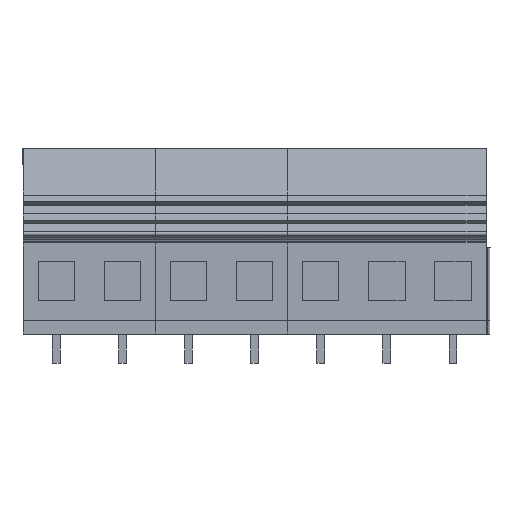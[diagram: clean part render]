
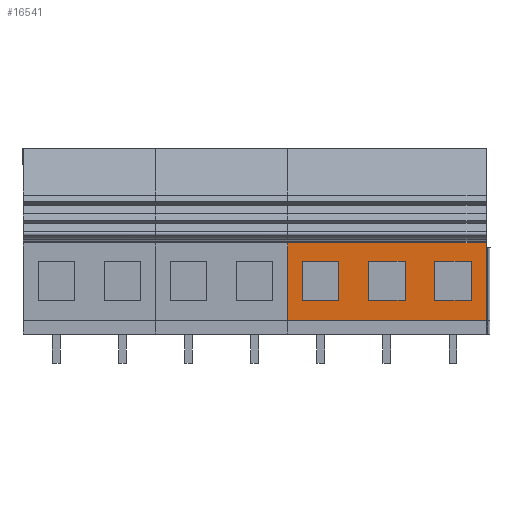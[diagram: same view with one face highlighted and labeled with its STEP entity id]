
A CAD part, front view. The second image highlights one B-rep face of the part: STEP entity #16541.
In plain terms, the highlighted planar face has unit normal (0, -1, 0).
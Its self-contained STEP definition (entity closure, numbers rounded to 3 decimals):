
#16426=AXIS2_PLACEMENT_3D('Plane Axis2P3D',#16423,#16424,#16425) ;
#15052=CARTESIAN_POINT('Vertex',(40.84,0.,6.6)) ;
#15055=CARTESIAN_POINT('Line Origine',(40.84,0.,12.55)) ;
#15059=CARTESIAN_POINT('Vertex',(40.84,0.,18.5)) ;
#15514=CARTESIAN_POINT('Vertex',(71.32,0.,18.5)) ;
#15517=CARTESIAN_POINT('Line Origine',(71.32,0.,12.55)) ;
#15521=CARTESIAN_POINT('Vertex',(71.32,0.,6.6)) ;
#16247=CARTESIAN_POINT('Line Origine',(56.08,0.,6.6)) ;
#16423=CARTESIAN_POINT('Axis2P3D Location',(40.84,0.,6.6)) ;
#16428=CARTESIAN_POINT('Line Origine',(56.08,0.,18.5)) ;
#16439=CARTESIAN_POINT('Line Origine',(48.72,0.,12.7)) ;
#16443=CARTESIAN_POINT('Vertex',(48.72,0.,9.7)) ;
#16445=CARTESIAN_POINT('Vertex',(48.72,0.,15.7)) ;
#16448=CARTESIAN_POINT('Line Origine',(45.92,0.,9.7)) ;
#16452=CARTESIAN_POINT('Vertex',(43.12,0.,9.7)) ;
#16455=CARTESIAN_POINT('Line Origine',(43.12,0.,12.7)) ;
#16459=CARTESIAN_POINT('Vertex',(43.12,0.,15.7)) ;
#16462=CARTESIAN_POINT('Line Origine',(45.92,0.,15.7)) ;
#16473=CARTESIAN_POINT('Line Origine',(56.08,0.,15.7)) ;
#16477=CARTESIAN_POINT('Vertex',(58.88,0.,15.7)) ;
#16479=CARTESIAN_POINT('Vertex',(53.28,0.,15.7)) ;
#16482=CARTESIAN_POINT('Line Origine',(58.88,0.,12.7)) ;
#16486=CARTESIAN_POINT('Vertex',(58.88,0.,9.7)) ;
#16489=CARTESIAN_POINT('Line Origine',(56.08,0.,9.7)) ;
#16493=CARTESIAN_POINT('Vertex',(53.28,0.,9.7)) ;
#16496=CARTESIAN_POINT('Line Origine',(53.28,0.,12.7)) ;
#16507=CARTESIAN_POINT('Line Origine',(66.24,0.,15.7)) ;
#16511=CARTESIAN_POINT('Vertex',(69.04,0.,15.7)) ;
#16513=CARTESIAN_POINT('Vertex',(63.44,0.,15.7)) ;
#16516=CARTESIAN_POINT('Line Origine',(69.04,0.,12.7)) ;
#16520=CARTESIAN_POINT('Vertex',(69.04,0.,9.7)) ;
#16523=CARTESIAN_POINT('Line Origine',(66.24,0.,9.7)) ;
#16527=CARTESIAN_POINT('Vertex',(63.44,0.,9.7)) ;
#16530=CARTESIAN_POINT('Line Origine',(63.44,0.,12.7)) ;
#15056=DIRECTION('Vector Direction',(0.,0.,1.)) ;
#15518=DIRECTION('Vector Direction',(0.,0.,1.)) ;
#16248=DIRECTION('Vector Direction',(1.,0.,0.)) ;
#16424=DIRECTION('Axis2P3D Direction',(0.,1.,0.)) ;
#16425=DIRECTION('Axis2P3D XDirection',(0.,0.,1.)) ;
#16429=DIRECTION('Vector Direction',(1.,0.,0.)) ;
#16440=DIRECTION('Vector Direction',(0.,0.,-1.)) ;
#16449=DIRECTION('Vector Direction',(-1.,0.,0.)) ;
#16456=DIRECTION('Vector Direction',(0.,0.,-1.)) ;
#16463=DIRECTION('Vector Direction',(-1.,0.,0.)) ;
#16474=DIRECTION('Vector Direction',(-1.,0.,0.)) ;
#16483=DIRECTION('Vector Direction',(0.,0.,-1.)) ;
#16490=DIRECTION('Vector Direction',(-1.,0.,0.)) ;
#16497=DIRECTION('Vector Direction',(0.,0.,-1.)) ;
#16508=DIRECTION('Vector Direction',(-1.,0.,0.)) ;
#16517=DIRECTION('Vector Direction',(0.,0.,-1.)) ;
#16524=DIRECTION('Vector Direction',(-1.,0.,0.)) ;
#16531=DIRECTION('Vector Direction',(0.,0.,-1.)) ;
#15057=VECTOR('Line Direction',#15056,1.) ;
#15519=VECTOR('Line Direction',#15518,1.) ;
#16249=VECTOR('Line Direction',#16248,1.) ;
#16430=VECTOR('Line Direction',#16429,1.) ;
#16441=VECTOR('Line Direction',#16440,1.) ;
#16450=VECTOR('Line Direction',#16449,1.) ;
#16457=VECTOR('Line Direction',#16456,1.) ;
#16464=VECTOR('Line Direction',#16463,1.) ;
#16475=VECTOR('Line Direction',#16474,1.) ;
#16484=VECTOR('Line Direction',#16483,1.) ;
#16491=VECTOR('Line Direction',#16490,1.) ;
#16498=VECTOR('Line Direction',#16497,1.) ;
#16509=VECTOR('Line Direction',#16508,1.) ;
#16518=VECTOR('Line Direction',#16517,1.) ;
#16525=VECTOR('Line Direction',#16524,1.) ;
#16532=VECTOR('Line Direction',#16531,1.) ;
#16434=ORIENTED_EDGE('',*,*,#15523,.T.) ;
#16435=ORIENTED_EDGE('',*,*,#16432,.F.) ;
#16436=ORIENTED_EDGE('',*,*,#15061,.F.) ;
#16437=ORIENTED_EDGE('',*,*,#16251,.T.) ;
#16468=ORIENTED_EDGE('',*,*,#16447,.F.) ;
#16469=ORIENTED_EDGE('',*,*,#16454,.F.) ;
#16470=ORIENTED_EDGE('',*,*,#16461,.F.) ;
#16471=ORIENTED_EDGE('',*,*,#16466,.F.) ;
#16502=ORIENTED_EDGE('',*,*,#16481,.F.) ;
#16503=ORIENTED_EDGE('',*,*,#16488,.F.) ;
#16504=ORIENTED_EDGE('',*,*,#16495,.F.) ;
#16505=ORIENTED_EDGE('',*,*,#16500,.F.) ;
#16536=ORIENTED_EDGE('',*,*,#16515,.F.) ;
#16537=ORIENTED_EDGE('',*,*,#16522,.F.) ;
#16538=ORIENTED_EDGE('',*,*,#16529,.F.) ;
#16539=ORIENTED_EDGE('',*,*,#16534,.F.) ;
#16472=FACE_BOUND('',#16467,.T.) ;
#16506=FACE_BOUND('',#16501,.T.) ;
#16540=FACE_BOUND('',#16535,.T.) ;
#16541=ADVANCED_FACE('7 pole',(#16438,#16472,#16506,#16540),#16427,.F.) ;
#15061=EDGE_CURVE('',#15053,#15060,#15058,.T.) ;
#15523=EDGE_CURVE('',#15522,#15515,#15520,.T.) ;
#16251=EDGE_CURVE('',#15053,#15522,#16250,.T.) ;
#16432=EDGE_CURVE('',#15060,#15515,#16431,.T.) ;
#16447=EDGE_CURVE('',#16444,#16446,#16442,.F.) ;
#16454=EDGE_CURVE('',#16453,#16444,#16451,.F.) ;
#16461=EDGE_CURVE('',#16460,#16453,#16458,.T.) ;
#16466=EDGE_CURVE('',#16446,#16460,#16465,.T.) ;
#16481=EDGE_CURVE('',#16478,#16480,#16476,.T.) ;
#16488=EDGE_CURVE('',#16487,#16478,#16485,.F.) ;
#16495=EDGE_CURVE('',#16494,#16487,#16492,.F.) ;
#16500=EDGE_CURVE('',#16480,#16494,#16499,.T.) ;
#16515=EDGE_CURVE('',#16512,#16514,#16510,.T.) ;
#16522=EDGE_CURVE('',#16521,#16512,#16519,.F.) ;
#16529=EDGE_CURVE('',#16528,#16521,#16526,.F.) ;
#16534=EDGE_CURVE('',#16514,#16528,#16533,.T.) ;
#16433=EDGE_LOOP('',(#16434,#16435,#16436,#16437)) ;
#16467=EDGE_LOOP('',(#16468,#16469,#16470,#16471)) ;
#16501=EDGE_LOOP('',(#16502,#16503,#16504,#16505)) ;
#16535=EDGE_LOOP('',(#16536,#16537,#16538,#16539)) ;
#16438=FACE_OUTER_BOUND('',#16433,.T.) ;
#15058=LINE('Line',#15055,#15057) ;
#15520=LINE('Line',#15517,#15519) ;
#16250=LINE('Line',#16247,#16249) ;
#16431=LINE('Line',#16428,#16430) ;
#16442=LINE('Line',#16439,#16441) ;
#16451=LINE('Line',#16448,#16450) ;
#16458=LINE('Line',#16455,#16457) ;
#16465=LINE('Line',#16462,#16464) ;
#16476=LINE('Line',#16473,#16475) ;
#16485=LINE('Line',#16482,#16484) ;
#16492=LINE('Line',#16489,#16491) ;
#16499=LINE('Line',#16496,#16498) ;
#16510=LINE('Line',#16507,#16509) ;
#16519=LINE('Line',#16516,#16518) ;
#16526=LINE('Line',#16523,#16525) ;
#16533=LINE('Line',#16530,#16532) ;
#16427=PLANE('',#16426) ;
#15053=VERTEX_POINT('',#15052) ;
#15060=VERTEX_POINT('',#15059) ;
#15515=VERTEX_POINT('',#15514) ;
#15522=VERTEX_POINT('',#15521) ;
#16444=VERTEX_POINT('',#16443) ;
#16446=VERTEX_POINT('',#16445) ;
#16453=VERTEX_POINT('',#16452) ;
#16460=VERTEX_POINT('',#16459) ;
#16478=VERTEX_POINT('',#16477) ;
#16480=VERTEX_POINT('',#16479) ;
#16487=VERTEX_POINT('',#16486) ;
#16494=VERTEX_POINT('',#16493) ;
#16512=VERTEX_POINT('',#16511) ;
#16514=VERTEX_POINT('',#16513) ;
#16521=VERTEX_POINT('',#16520) ;
#16528=VERTEX_POINT('',#16527) ;
